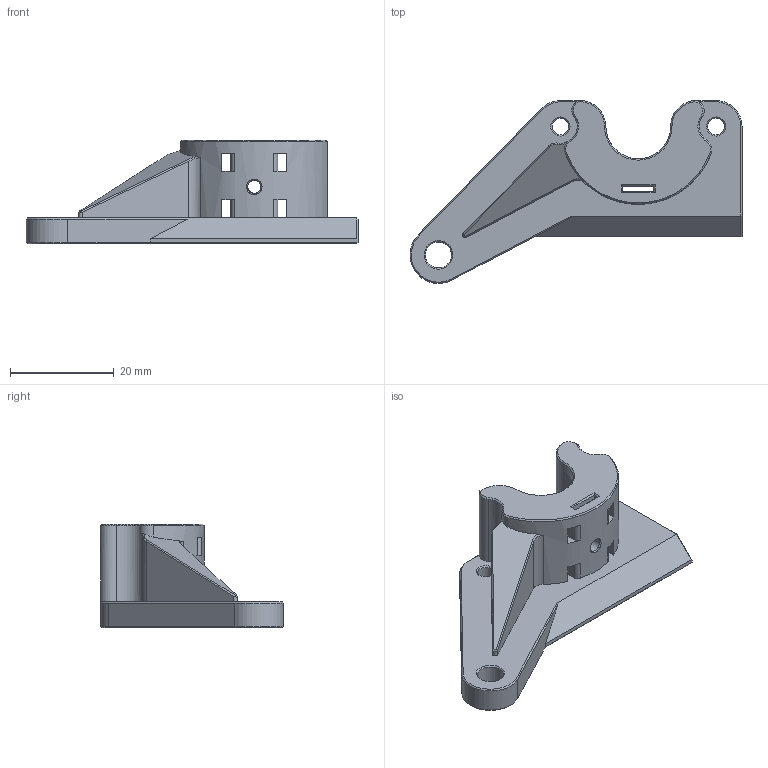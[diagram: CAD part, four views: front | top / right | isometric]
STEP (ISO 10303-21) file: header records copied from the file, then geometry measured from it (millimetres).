
FILE_DESCRIPTION(/* description */ (''),/* implementation_level */ '2;1');
FILE_NAME(/* name */ 'V6 Dock Cables.step',/* time_stamp */ '2019-08-23T12:15:27+01:00',/* author */ (''),/* organization */ (''),/* preprocessor_version */ 'ST-DEVELOPER v18',/* originating_system */ 'Autodesk Translation Framework v8.6.0.1094',/* authorisation */ '');
FILE_SCHEMA (('AUTOMOTIVE_DESIGN { 1 0 10303 214 3 1 1 }'));
Length unit declared in the file: millimetre
Products named in the file (2): V6 Dock Cables; V6 Dock Cables_1
Assembly tree (1 placements, depth 2):
  V6 Dock Cables
    V6 Dock Cables_1
Bounding box: 63.99 x 35.24 x 20 mm (x, y, z)
Volume: 11448.4 mm3; surface area: 5849.3 mm2
Topology: 1 solids, 1 shells, 120 faces, 312 edges, 188 vertices
Faces by surface type: plane 53, cylinder 29, cone 27, bspline 11
Full cylindrical faces by diameter (mm): 2.5 x2, 3.2 x2, 5 x1
Entity records: 4202 total; most frequent: CARTESIAN_POINT 1207, ORIENTED_EDGE 624, DIRECTION 601, EDGE_CURVE 312, AXIS2_PLACEMENT_3D 212, VERTEX_POINT 188, LINE 177, VECTOR 177
